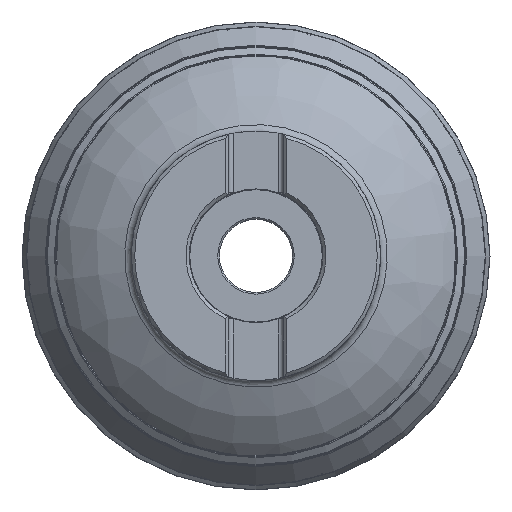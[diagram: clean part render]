
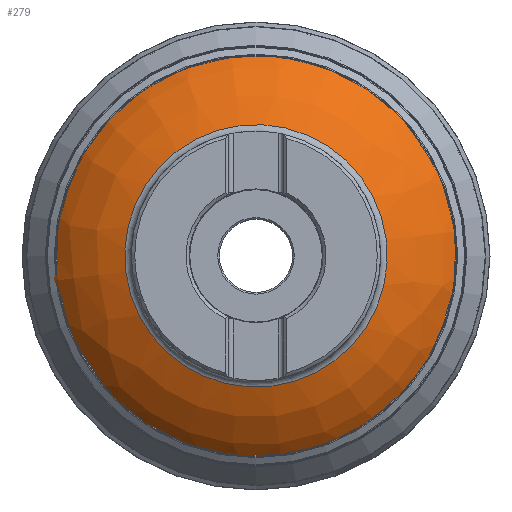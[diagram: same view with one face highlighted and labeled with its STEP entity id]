
A CAD part, top view. The second image highlights one B-rep face of the part: STEP entity #279.
In plain terms, the highlighted free-form (B-spline) face has degree [3, 3] with [4, 7] control points.
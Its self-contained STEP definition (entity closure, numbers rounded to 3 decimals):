
#39=(
BOUNDED_SURFACE()
B_SPLINE_SURFACE(3,3,((#3149,#3150,#3151,#3152,#3153,#3154,#3155),(#3156,
#3157,#3158,#3159,#3160,#3161,#3162),(#3163,#3164,#3165,#3166,#3167,#3168,
#3169),(#3170,#3171,#3172,#3173,#3174,#3175,#3176)),.UNSPECIFIED.,.F.,.T.,
 .F.)
B_SPLINE_SURFACE_WITH_KNOTS((4,4),(1,3,3,3,1),(0.,1.),(-0.5,0.,0.5,1.,1.5),
 .UNSPECIFIED.)
GEOMETRIC_REPRESENTATION_ITEM()
RATIONAL_B_SPLINE_SURFACE(((1.,0.333,0.333,1.,0.333,
0.333,1.),(0.976,0.325,0.325,
0.976,0.325,0.325,0.976),
(0.976,0.325,0.325,0.976,
0.325,0.325,0.976),(1.,0.333,
0.333,1.,0.333,0.333,1.)))
REPRESENTATION_ITEM('')
SURFACE()
);
#279=ADVANCED_FACE('',(#703,#704),#39,.T.);
#703=FACE_BOUND('',#897,.T.);
#704=FACE_BOUND('',#898,.T.);
#897=EDGE_LOOP('',(#1140));
#898=EDGE_LOOP('',(#1141));
#1140=ORIENTED_EDGE('',*,*,#1562,.F.);
#1141=ORIENTED_EDGE('',*,*,#1563,.T.);
#1412=VERTEX_POINT('',#3145);
#1413=VERTEX_POINT('',#3148);
#1562=EDGE_CURVE('',#1412,#1412,#1722,.T.);
#1563=EDGE_CURVE('',#1413,#1413,#1723,.T.);
#1722=CIRCLE('',#1845,39.471);
#1723=CIRCLE('',#1847,63.893);
#1845=AXIS2_PLACEMENT_3D('',#3144,#2188,#2189);
#1847=AXIS2_PLACEMENT_3D('',#3147,#2192,#2193);
#2188=DIRECTION('',(0.,0.,1.));
#2189=DIRECTION('',(-0.993,-0.122,0.));
#2192=DIRECTION('',(0.,0.,1.));
#2193=DIRECTION('',(-0.993,-0.122,0.));
#3144=CARTESIAN_POINT('',(0.,0.,-22.818));
#3145=CARTESIAN_POINT('',(-39.177,-4.81,-22.818));
#3147=CARTESIAN_POINT('',(0.,0.,-40.283));
#3148=CARTESIAN_POINT('',(-63.416,-7.787,-40.283));
#3149=CARTESIAN_POINT('',(-39.177,-4.81,-22.818));
#3150=CARTESIAN_POINT('',(-29.556,-83.164,-22.818));
#3151=CARTESIAN_POINT('',(48.798,-73.544,-22.818));
#3152=CARTESIAN_POINT('',(39.177,4.81,-22.818));
#3153=CARTESIAN_POINT('',(29.556,83.164,-22.818));
#3154=CARTESIAN_POINT('',(-48.798,73.544,-22.818));
#3155=CARTESIAN_POINT('',(-39.177,-4.81,-22.818));
#3156=CARTESIAN_POINT('',(-48.74,-5.985,-26.336));
#3157=CARTESIAN_POINT('',(-36.771,-103.465,-26.336));
#3158=CARTESIAN_POINT('',(60.709,-91.496,-26.336));
#3159=CARTESIAN_POINT('',(48.74,5.985,-26.336));
#3160=CARTESIAN_POINT('',(36.771,103.465,-26.336));
#3161=CARTESIAN_POINT('',(-60.709,91.496,-26.336));
#3162=CARTESIAN_POINT('',(-48.74,-5.985,-26.336));
#3163=CARTESIAN_POINT('',(-57.021,-7.001,-32.302));
#3164=CARTESIAN_POINT('',(-43.019,-121.044,-32.302));
#3165=CARTESIAN_POINT('',(71.024,-107.041,-32.302));
#3166=CARTESIAN_POINT('',(57.021,7.001,-32.302));
#3167=CARTESIAN_POINT('',(43.019,121.044,-32.302));
#3168=CARTESIAN_POINT('',(-71.024,107.041,-32.302));
#3169=CARTESIAN_POINT('',(-57.021,-7.001,-32.302));
#3170=CARTESIAN_POINT('',(-63.416,-7.787,-40.283));
#3171=CARTESIAN_POINT('',(-47.843,-134.619,-40.283));
#3172=CARTESIAN_POINT('',(78.99,-119.046,-40.283));
#3173=CARTESIAN_POINT('',(63.416,7.787,-40.283));
#3174=CARTESIAN_POINT('',(47.843,134.619,-40.283));
#3175=CARTESIAN_POINT('',(-78.99,119.046,-40.283));
#3176=CARTESIAN_POINT('',(-63.416,-7.787,-40.283));
